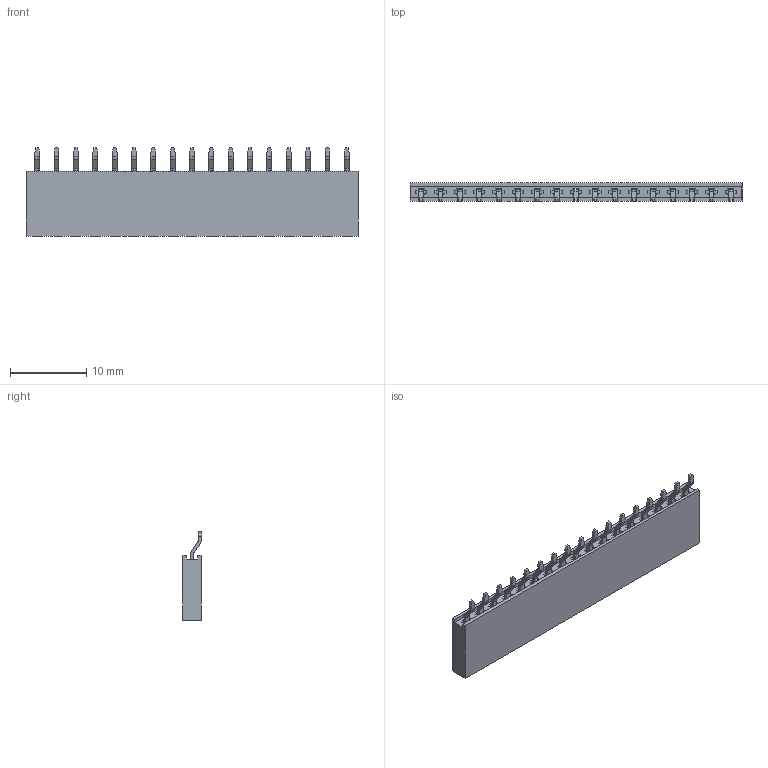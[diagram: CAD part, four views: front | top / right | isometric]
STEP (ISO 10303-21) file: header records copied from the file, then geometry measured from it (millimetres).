
FILE_DESCRIPTION (( 'STEP AP214' ), '1' );
FILE_NAME ('FFH25444-S17B1014K6M-REF.STEP', '2024-11-05T06:16:39', ( '' ), ( '' ), 'SwSTEP 2.0', 'SolidWorks 2021', '' );
FILE_SCHEMA (( 'AUTOMOTIVE_DESIGN' ));
Length unit declared in the file: millimetre
Products named in the file (1): FFH25444-S17B1014K6M-REF
Bounding box: 43.58 x 2.4 x 11.6 mm (x, y, z)
Volume: 792.2 mm3; surface area: 1667.7 mm2
Topology: 1 solids, 1 shells, 860 faces, 2336 edges, 1444 vertices
Faces by surface type: plane 792, cylinder 68
Entity records: 26366 total; most frequent: ORIENTED_EDGE 4672, CARTESIAN_POINT 4641, DIRECTION 4194, EDGE_CURVE 2336, LINE 2200, VECTOR 2200, VERTEX_POINT 1444, AXIS2_PLACEMENT_3D 997
